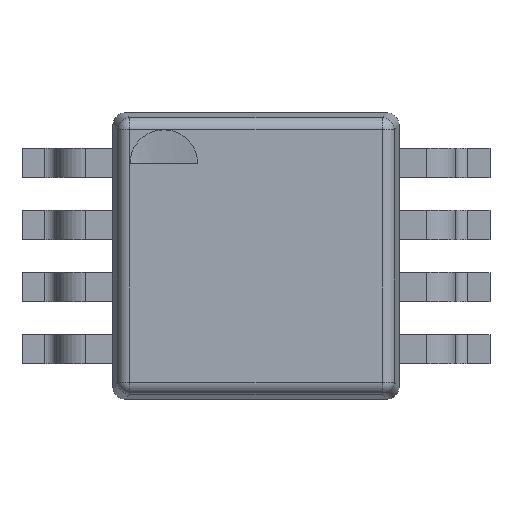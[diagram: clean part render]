
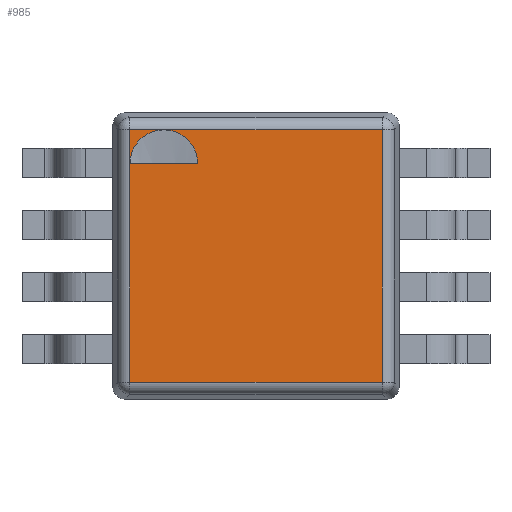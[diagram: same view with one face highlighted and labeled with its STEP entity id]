
A CAD part, top view. The second image highlights one B-rep face of the part: STEP entity #985.
In plain terms, the highlighted face is planar.
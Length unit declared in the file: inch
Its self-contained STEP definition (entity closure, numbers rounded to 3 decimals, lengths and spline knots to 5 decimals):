
#28=CARTESIAN_POINT('',(-0.038,0.0135,0.038));
#29=DIRECTION('',(0.,-1.,0.));
#30=DIRECTION('',(0.,0.,1.));
#31=AXIS2_PLACEMENT_3D('',#28,#29,#30);
#37=DIRECTION('',(0.,0.,-1.));
#38=VECTOR('',#37,0.028);
#39=CARTESIAN_POINT('',(-0.038,0.0135,0.052));
#40=LINE('',#39,#38);
#44=DIRECTION('',(0.,0.,1.));
#45=VECTOR('',#44,0.10416);
#46=CARTESIAN_POINT('',(-0.05208,0.0135,-0.05208));
#47=LINE('',#46,#45);
#220=DIRECTION('',(0.,0.,-1.));
#221=VECTOR('',#220,0.10416);
#222=CARTESIAN_POINT('',(0.05208,0.0135,0.05208));
#223=LINE('',#222,#221);
#396=DIRECTION('',(-1.,0.,0.));
#397=VECTOR('',#396,0.10416);
#398=CARTESIAN_POINT('',(0.05208,0.0135,-0.05208));
#399=LINE('',#398,#397);
#790=DIRECTION('',(1.,0.,0.));
#791=VECTOR('',#790,0.10416);
#792=CARTESIAN_POINT('',(-0.05208,0.0135,0.05208));
#793=LINE('',#792,#791);
#842=CARTESIAN_POINT('',(0.05208,0.0135,0.05208));
#843=CARTESIAN_POINT('',(0.05208,0.0135,-0.05208));
#844=VERTEX_POINT('',#842);
#845=VERTEX_POINT('',#843);
#898=CARTESIAN_POINT('',(-0.05208,0.0135,0.05208));
#899=VERTEX_POINT('',#898);
#902=CARTESIAN_POINT('',(-0.05208,0.0135,-0.05208));
#903=VERTEX_POINT('',#902);
#960=CARTESIAN_POINT('',(-0.038,0.0135,0.052));
#961=CARTESIAN_POINT('',(-0.038,0.0135,0.024));
#962=VERTEX_POINT('',#960);
#963=VERTEX_POINT('',#961);
#964=CARTESIAN_POINT('',(0.,0.0135,0.));
#965=DIRECTION('',(0.,1.,0.));
#966=DIRECTION('',(1.,0.,0.));
#967=AXIS2_PLACEMENT_3D('',#964,#965,#966);
#968=PLANE('',#967);
#970=ORIENTED_EDGE('',*,*,#969,.F.);
#972=ORIENTED_EDGE('',*,*,#971,.F.);
#974=ORIENTED_EDGE('',*,*,#973,.F.);
#976=ORIENTED_EDGE('',*,*,#975,.F.);
#977=EDGE_LOOP('',(#970,#972,#974,#976));
#978=FACE_OUTER_BOUND('',#977,.F.);
#980=ORIENTED_EDGE('',*,*,#979,.F.);
#982=ORIENTED_EDGE('',*,*,#981,.T.);
#983=EDGE_LOOP('',(#980,#982));
#984=FACE_BOUND('',#983,.F.);
#32=CIRCLE('',#31,0.014);
#969=EDGE_CURVE('',#903,#899,#47,.T.);
#971=EDGE_CURVE('',#845,#903,#399,.T.);
#973=EDGE_CURVE('',#844,#845,#223,.T.);
#975=EDGE_CURVE('',#899,#844,#793,.T.);
#979=EDGE_CURVE('',#962,#963,#32,.T.);
#981=EDGE_CURVE('',#962,#963,#40,.T.);
#985=ADVANCED_FACE('',(#978,#984),#968,.T.);
